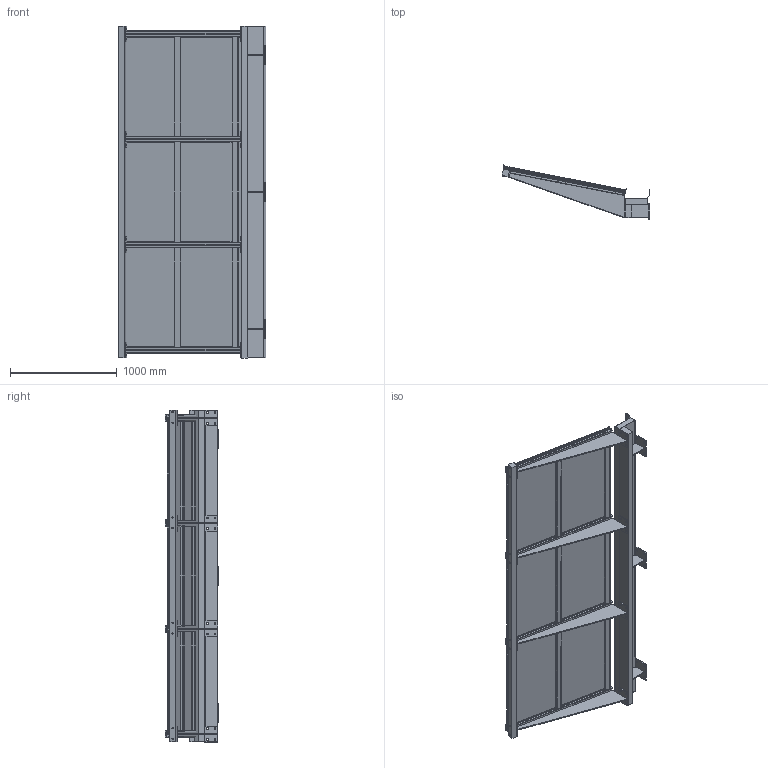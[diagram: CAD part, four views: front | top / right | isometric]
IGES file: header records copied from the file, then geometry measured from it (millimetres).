
Start section: SolidWorks IGES file using analytic representation for surfaces
Global section: file name: rrrr.IGS; native system: SolidWorks 2022; preprocessor: SolidWorks 2022; author: P10-Lalit; date: 240821.122251; units: millimetre
Bounding box: 1385.47 x 501.72 x 3115 mm (x, y, z)
Surface area: 17521966.9 mm2 (no closed solid volume)
Topology: 0 solids, 0 shells, 1386 faces, 16704 edges, 16704 vertices
Faces by surface type: bspline 822, revolution 564
